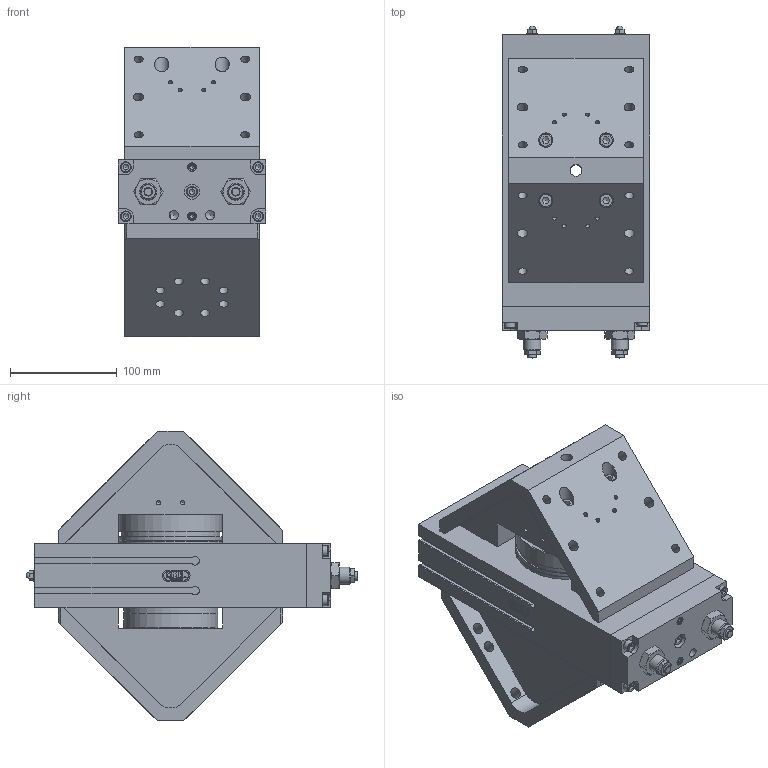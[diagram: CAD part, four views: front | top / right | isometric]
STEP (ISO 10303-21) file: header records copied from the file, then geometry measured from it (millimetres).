
FILE_DESCRIPTION(/* description */ (''),/* implementation_level */ '2;1');
FILE_NAME(/* name */ 'TC-PAO-50.stp',/* time_stamp */ '2018-01-16T10:05:05+01:00',/* author */ ('Tecnico'),/* organization */ (''),/* preprocessor_version */ 'ST-DEVELOPER v16.13',/* originating_system */ 'Autodesk Inventor 2018',/* authorisation */ '');
FILE_SCHEMA (('AUTOMOTIVE_DESIGN { 1 0 10303 214 3 1 1 }'));
Length unit declared in the file: millimetre
Products named in the file (18): TC-PAO-50; PAO-50; PAO-50-CORPO; PAO-50-TESTATA; PAO-50-PIGNONE; PAO-50-DISTANZIALE; PAO-50-DISTRIBUTORE CENTRALE; PAO-50-SILENZIATORE; TARGHETTA 22X52; ISO 4035 - M16; PAO-50-PUNTALINO; ISO 4035 - M8; AS 1420 - 1973 - M6 x 30; ISO 8735 - 8 x 40 - A; TC-PAO-50-TESTATA FISSA; ISO 4762 - M12 x 70; TC-PAO-50-TESTATA OSCILLANTE; ISO 4762 - M8 x 60
Assembly tree (30 placements, depth 3):
  TC-PAO-50
    PAO-50
      PAO-50-CORPO
      PAO-50-TESTATA
      PAO-50-PIGNONE
      PAO-50-DISTANZIALE
      PAO-50-DISTRIBUTORE CENTRALE
      PAO-50-SILENZIATORE  x2
      TARGHETTA 22X52
      ISO 4035 - M16  x2
      PAO-50-PUNTALINO  x2
      ISO 4035 - M8  x2
      AS 1420 - 1973 - M6 x 30  x5
      ISO 8735 - 8 x 40 - A  x2
    TC-PAO-50-TESTATA FISSA
    ISO 4762 - M12 x 70  x2
    TC-PAO-50-TESTATA OSCILLANTE
    ISO 4762 - M8 x 60  x4
Bounding box: 138.01 x 310.9 x 271.5 mm (x, y, z)
Volume: 4677458.1 mm3; surface area: 518962.6 mm2
Topology: 29 solids, 29 shells, 933 faces, 2365 edges, 1532 vertices
Faces by surface type: plane 449, cylinder 207, cone 150, bspline 99, torus 24, sphere 4
Full cylindrical faces by diameter (mm): 2.816 x1, 3.242 x2, 4 x28, 4.134 x2, 4.135 x2, 5.3 x2, 5.5 x4, 6 x5, 6.5 x8, 6.647 x6, 8 x14, 8.376 x12, 8.5 x4, 8.566 x10, 9 x5, 9.5 x4, 10 x13, 10.106 x6, 10.5 x2, 11 x2, 12 x6, 12.2 x2, 13 x4, 13.5 x4, 13.835 x4, 14 x1, 16 x10, 18 x2, 19 x2, 22 x2
Entity records: 22768 total; most frequent: CARTESIAN_POINT 5741, ORIENTED_EDGE 3156, DIRECTION 3090, EDGE_CURVE 1578, EDGE_LOOP 1178, VERTEX_POINT 1158, AXIS2_PLACEMENT_3D 1115, LINE 860
